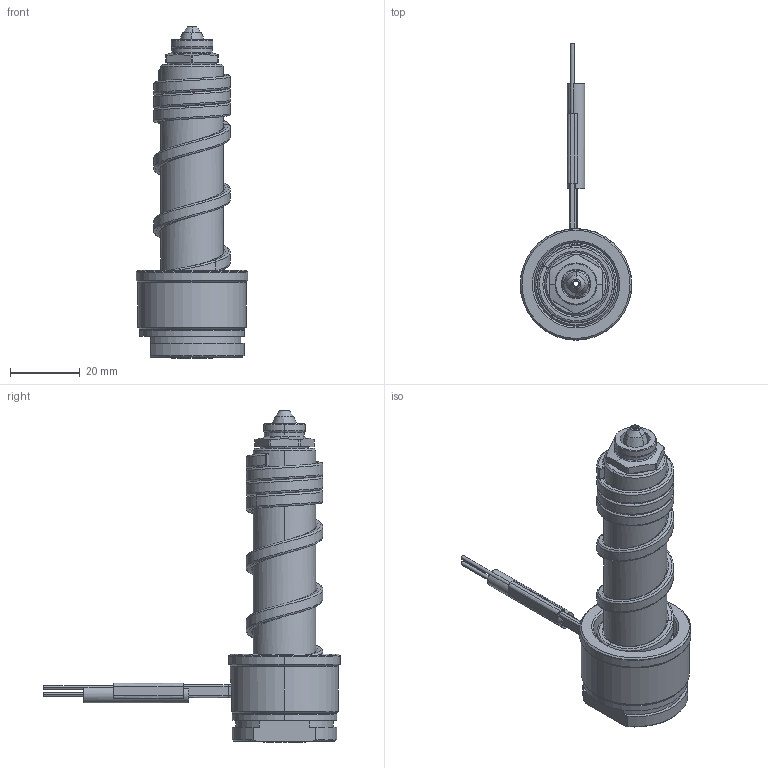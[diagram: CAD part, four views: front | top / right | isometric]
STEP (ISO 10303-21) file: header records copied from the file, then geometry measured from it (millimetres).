
FILE_DESCRIPTION((''),'2;1');
FILE_NAME('SM-96-AKM-N','2015-11-02T',('砐錪賧瘔蠈錪'),('IMID'),'PRO/ENGINEER BY PARAMETRIC TECHNOLOGY CORPORATION, 2015070','PRO/ENGINEER BY PARAMETRIC TECHNOLOGY CORPORATION, 2015070','');
FILE_SCHEMA(('CONFIG_CONTROL_DESIGN'));
Length unit declared in the file: millimetre
Products named in the file (1): SM-96-AKM-N
Bounding box: 32 x 85 x 95.2 mm (x, y, z)
Volume: 32960.4 mm3; surface area: 18207.9 mm2
Topology: 1 solids, 9 shells, 323 faces, 805 edges, 473 vertices
Faces by surface type: cylinder 110, cone 61, bspline 58, plane 48, torus 30, revolution 9, extrusion 7
Entity records: 16801 total; most frequent: CARTESIAN_POINT 9405, ORIENTED_EDGE 1570, DIRECTION 1479, EDGE_CURVE 797, AXIS2_PLACEMENT_3D 595, VERTEX_POINT 473, EDGE_LOOP 346, CIRCLE 345
